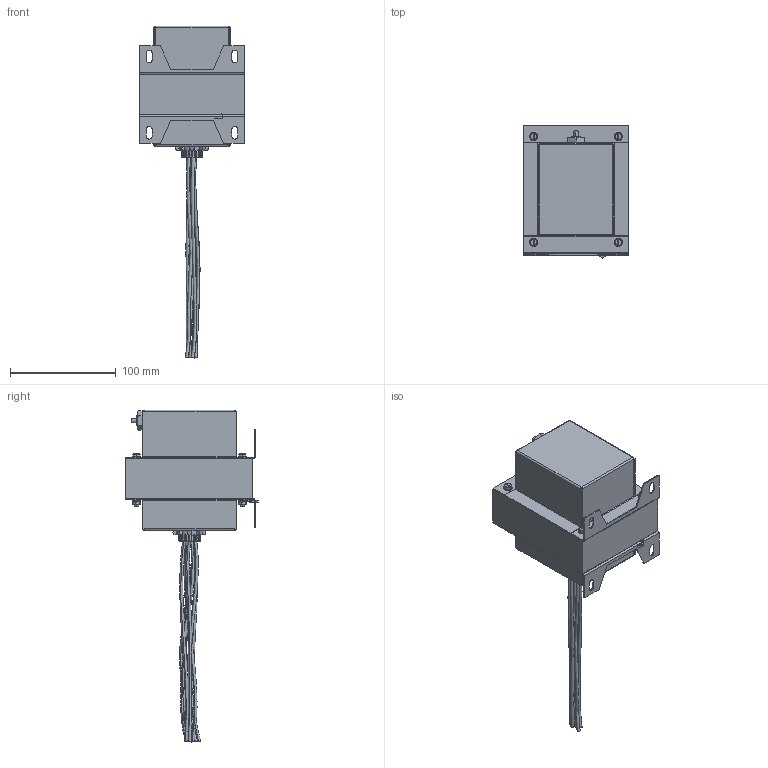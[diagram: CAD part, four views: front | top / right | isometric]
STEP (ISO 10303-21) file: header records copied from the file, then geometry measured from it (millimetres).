
FILE_DESCRIPTION (( 'STEP AP214' ), '1' );
FILE_NAME ('CCT1-150-RMCS-C.STEP', '2024-08-08T09:30:14', ( '' ), ( '' ), 'SwSTEP 2.0', 'SolidWorks 2022', '' );
FILE_SCHEMA (( 'AUTOMOTIVE_DESIGN' ));
Length unit declared in the file: inch
Products named in the file (1): CCT1-150-RMCS-C
Bounding box: 100.01 x 124.79 x 313.75 mm (x, y, z)
Volume: 428120.4 mm3; surface area: 176119.2 mm2
Topology: 39 solids, 39 shells, 913 faces, 2070 edges, 1225 vertices
Faces by surface type: plane 311, cylinder 287, cone 144, bspline 85, torus 50, sphere 36
Entity records: 44179 total; most frequent: CARTESIAN_POINT 12281, ORIENTED_EDGE 4088, DIRECTION 3984, EDGE_CURVE 2044, AXIS2_PLACEMENT_3D 1599, VERTEX_POINT 1215, EDGE_LOOP 995, UNCERTAINTY_MEASURE_WITH_UNIT 954
